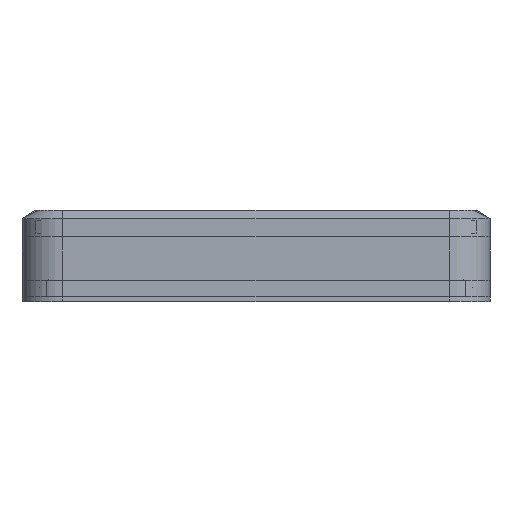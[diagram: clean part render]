
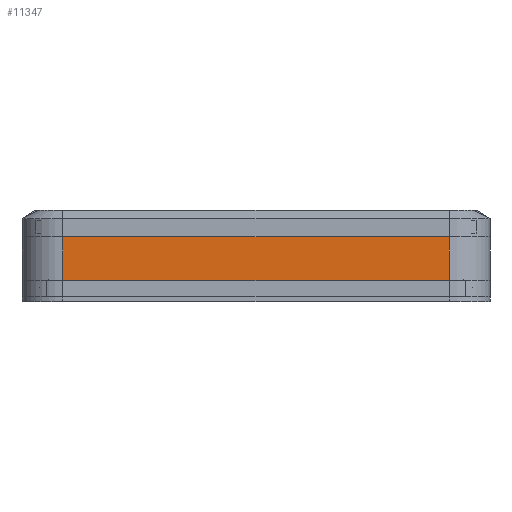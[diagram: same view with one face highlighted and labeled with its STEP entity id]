
A CAD part, left-side view. The second image highlights one B-rep face of the part: STEP entity #11347.
In plain terms, the highlighted planar face has unit normal (-1, 0, 0).
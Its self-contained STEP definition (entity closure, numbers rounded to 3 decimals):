
#915=PLANE('',#12261);
#1444=FACE_OUTER_BOUND('',#2168,.T.);
#2168=EDGE_LOOP('',(#9200,#9201,#9202,#9203));
#3102=LINE('',#17871,#4169);
#3152=LINE('',#18073,#4219);
#3186=LINE('',#18226,#4253);
#3187=LINE('',#18228,#4254);
#4169=VECTOR('',#14254,10.);
#4219=VECTOR('',#14404,10.);
#4253=VECTOR('',#14526,10.);
#4254=VECTOR('',#14529,10.);
#5306=VERTEX_POINT('',#17868);
#5307=VERTEX_POINT('',#17870);
#5356=VERTEX_POINT('',#18070);
#5357=VERTEX_POINT('',#18072);
#6612=EDGE_CURVE('',#5306,#5307,#3102,.T.);
#6690=EDGE_CURVE('',#5356,#5357,#3152,.T.);
#6751=EDGE_CURVE('',#5307,#5356,#3186,.T.);
#6752=EDGE_CURVE('',#5306,#5357,#3187,.T.);
#9200=ORIENTED_EDGE('',*,*,#6690,.F.);
#9201=ORIENTED_EDGE('',*,*,#6751,.F.);
#9202=ORIENTED_EDGE('',*,*,#6612,.F.);
#9203=ORIENTED_EDGE('',*,*,#6752,.T.);
#11347=ADVANCED_FACE('',(#1444),#915,.T.);
#12261=AXIS2_PLACEMENT_3D('',#18227,#14527,#14528);
#14254=DIRECTION('',(0.,1.,0.));
#14404=DIRECTION('',(0.,-1.,0.));
#14526=DIRECTION('',(0.,0.,1.));
#14527=DIRECTION('center_axis',(-1.,0.,0.));
#14528=DIRECTION('ref_axis',(0.,-1.,0.));
#14529=DIRECTION('',(0.,0.,1.));
#17868=CARTESIAN_POINT('',(-92.605,80.194,-4.8));
#17870=CARTESIAN_POINT('',(-92.605,175.734,-4.8));
#17871=CARTESIAN_POINT('',(-92.605,104.079,-4.8));
#18070=CARTESIAN_POINT('',(-92.605,175.734,6.));
#18072=CARTESIAN_POINT('',(-92.605,80.194,6.));
#18073=CARTESIAN_POINT('',(-92.605,151.849,6.));
#18226=CARTESIAN_POINT('',(-92.605,175.734,-4.8));
#18227=CARTESIAN_POINT('Origin',(-92.605,175.734,-4.8));
#18228=CARTESIAN_POINT('',(-92.605,80.194,-4.8));
